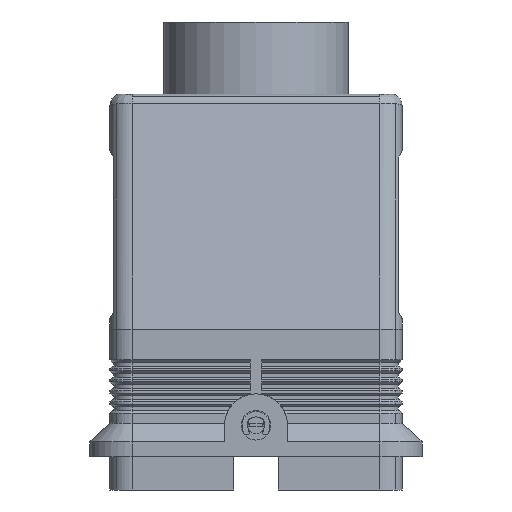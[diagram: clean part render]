
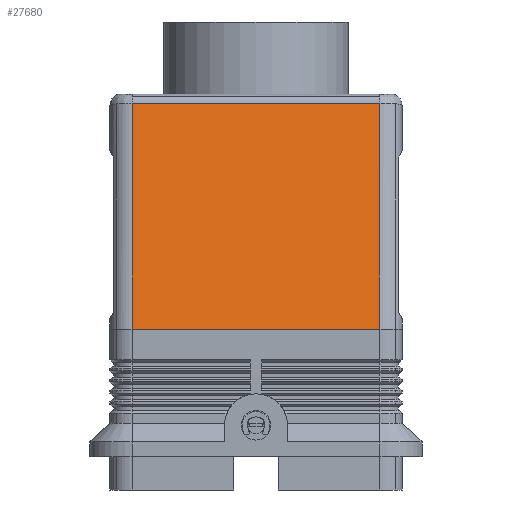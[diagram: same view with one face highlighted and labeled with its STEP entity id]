
A CAD part, left-side view. The second image highlights one B-rep face of the part: STEP entity #27680.
In plain terms, the highlighted planar face has unit normal (-0.984, 0, 0.18).
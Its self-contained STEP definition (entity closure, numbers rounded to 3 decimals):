
#3280=CARTESIAN_POINT('',(-49.315,33.5,115.54));
#3290=DIRECTION('',(0.,-1.,0.));
#3300=VECTOR('',#3290,67.);
#3310=LINE('',#3280,#3300);
#3320=CARTESIAN_POINT('',(-49.315,33.5,115.54));
#3330=VERTEX_POINT('',#3320);
#3340=CARTESIAN_POINT('',(-49.315,-33.5,115.54));
#3350=VERTEX_POINT('',#3340);
#3360=EDGE_CURVE('',#3330,#3350,#3310,.T.);
#24430=CARTESIAN_POINT('',(-61.767,33.5,47.536));
#24440=DIRECTION('',(0.18,0.,0.984));
#24450=VECTOR('',#24440,69.135);
#24460=LINE('',#24430,#24450);
#24470=CARTESIAN_POINT('',(-60.5,33.5,54.455));
#24480=VERTEX_POINT('',#24470);
#24490=EDGE_CURVE('',#24480,#3330,#24460,.T.);
#27450=CARTESIAN_POINT('',(-48.865,0.,118.));
#27460=DIRECTION('',(-0.984,0.,0.18));
#27470=DIRECTION('',(0.18,0.,0.984));
#27480=AXIS2_PLACEMENT_3D('',#27450,#27460,#27470);
#27490=PLANE('',#27480);
#27500=CARTESIAN_POINT('',(-49.315,-33.5,115.54));
#27510=DIRECTION('',(-0.18,0.,-0.984));
#27520=VECTOR('',#27510,69.135);
#27530=LINE('',#27500,#27520);
#27540=CARTESIAN_POINT('',(-60.5,-33.5,54.455));
#27550=VERTEX_POINT('',#27540);
#27560=EDGE_CURVE('',#3350,#27550,#27530,.T.);
#27570=ORIENTED_EDGE('',*,*,#27560,.F.);
#27580=CARTESIAN_POINT('',(-60.5,0.,54.455));
#27590=DIRECTION('',(0.,-1.,0.));
#27600=VECTOR('',#27590,1.);
#27610=LINE('',#27580,#27600);
#27620=EDGE_CURVE('',#24480,#27550,#27610,.T.);
#27630=ORIENTED_EDGE('',*,*,#27620,.T.);
#27640=ORIENTED_EDGE('',*,*,#24490,.F.);
#27650=ORIENTED_EDGE('',*,*,#3360,.F.);
#27660=EDGE_LOOP('',(#27650,#27640,#27630,#27570));
#27670=FACE_OUTER_BOUND('',#27660,.T.);
#27680=ADVANCED_FACE('',(#27670),#27490,.T.);
